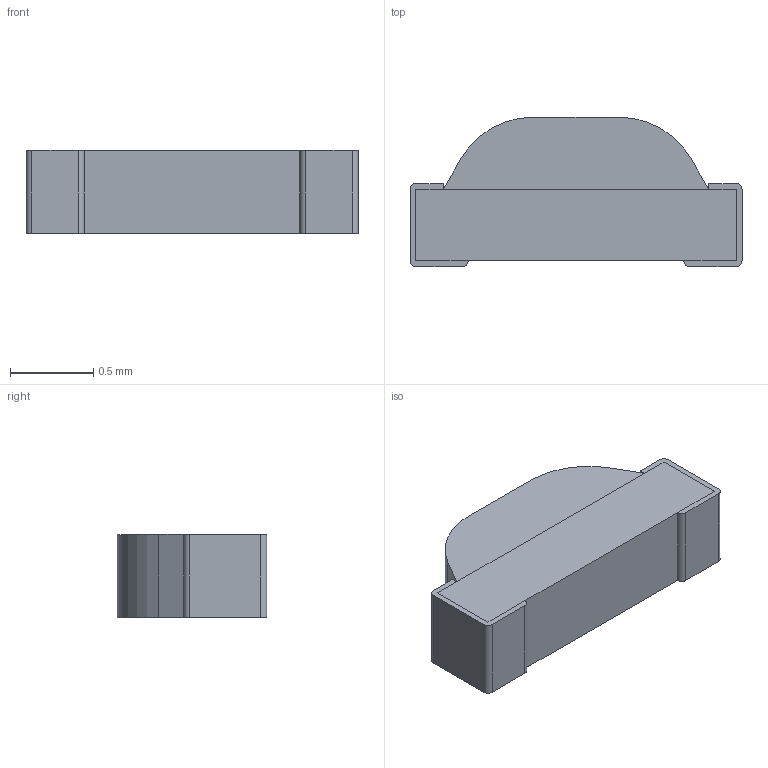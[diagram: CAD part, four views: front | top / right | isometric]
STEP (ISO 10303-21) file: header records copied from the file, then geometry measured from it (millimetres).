
FILE_DESCRIPTION(('FreeCAD Model'),'2;1');
FILE_NAME('D_LED_0805_Edge_Lit.step','2021-05-15T14:07:53',('kicad StepUp'),( 'ksu MCAD'),'Open CASCADE STEP processor 7.3','FreeCAD','Unknown');
FILE_SCHEMA(('AUTOMOTIVE_DESIGN { 1 0 10303 214 1 1 1 1 }'));
Length unit declared in the file: millimetre
Products named in the file (1): D_LED_0805_Edge_Lit
Bounding box: 2 x 0.9 x 0.5 mm (x, y, z)
Volume: 0.7 mm3; surface area: 5.6 mm2
Topology: 1 solids, 1 shells, 28 faces, 74 edges, 48 vertices
Faces by surface type: plane 20, cylinder 8
Entity records: 1072 total; most frequent: CARTESIAN_POINT 151, DIRECTION 148, ORIENTED_EDGE 148, EDGE_CURVE 74, LINE 58, VECTOR 58, VERTEX_POINT 48, AXIS2_PLACEMENT_3D 45
